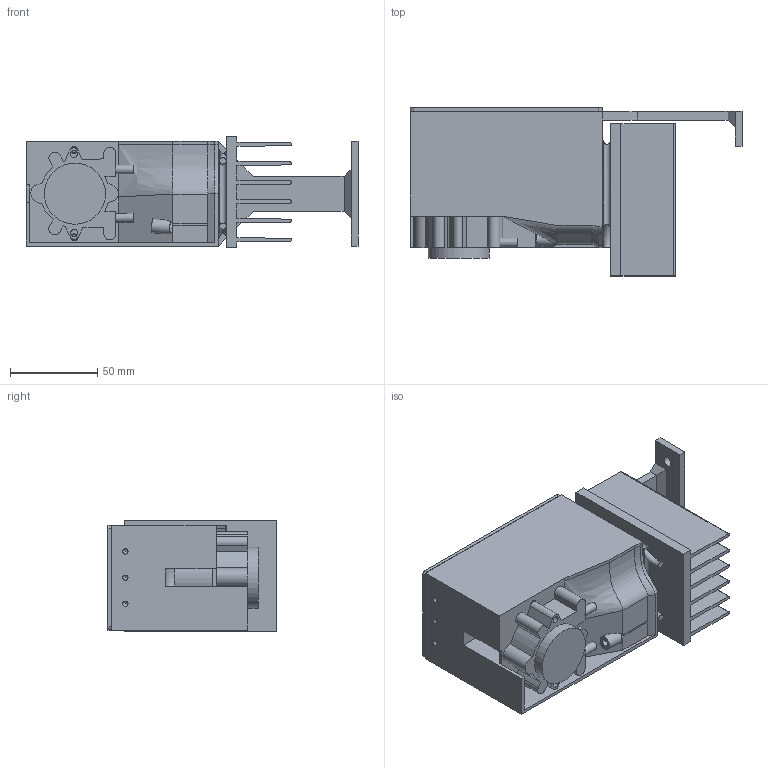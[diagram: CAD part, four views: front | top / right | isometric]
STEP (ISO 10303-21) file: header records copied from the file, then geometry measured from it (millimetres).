
FILE_DESCRIPTION(/* description */ ('','CAx-IF Rec.Pracs.---Representation and Presentation of Product Manufacturing Information (PMI)---4.0---2014-10-13'),/* implementation_level */ '2;1');
FILE_NAME(/* name */ 'chilled liquid dispenser rev 2_v1.step',/* time_stamp */ '2025-01-08T23:54:31+01:00',/* author */ (''),/* organization */ (''),/* preprocessor_version */ 'ST-DEVELOPER v20',/* originating_system */ 'Autodesk Translation Framework v13.20.0.188',/* authorisation */ '');
FILE_SCHEMA (('AP242_MANAGED_MODEL_BASED_3D_ENGINEERING_MIM_LF { 1 0 10303 442 1 1 4 }'));
Length unit declared in the file: millimetre
Products named in the file (7): chilled liquid dispenser rev 2; obudowa; pompa grothen 12v 3x5 v2; pompka; przykrywka; Peltier Module v1; radiator 123x37 v1
Assembly tree (6 placements, depth 3):
  chilled liquid dispenser rev 2
    obudowa
    pompa grothen 12v 3x5 v2
      pompka
    przykrywka
    Peltier Module v1
    radiator 123x37 v1
Bounding box: 190 x 96.23 x 64 mm (x, y, z)
Volume: 236961.1 mm3; surface area: 151980.5 mm2
Topology: 5 solids, 5 shells, 300 faces, 763 edges, 478 vertices
Faces by surface type: plane 143, cylinder 71, bspline 60, torus 15, sphere 8, cone 3
Full cylindrical faces by diameter (mm): 3 x2, 4 x3, 5 x4, 5.5 x2, 32 x1, 34.986 x1, 36 x1
Entity records: 13955 total; most frequent: CARTESIAN_POINT 6790, ORIENTED_EDGE 1506, DIRECTION 1341, EDGE_CURVE 753, VERTEX_POINT 478, AXIS2_PLACEMENT_3D 449, LINE 443, VECTOR 443
